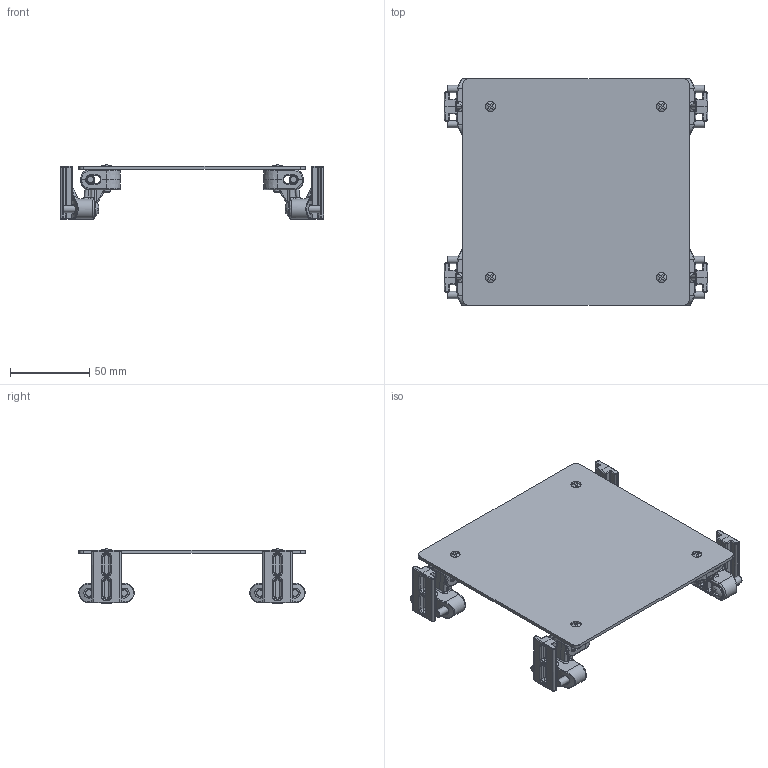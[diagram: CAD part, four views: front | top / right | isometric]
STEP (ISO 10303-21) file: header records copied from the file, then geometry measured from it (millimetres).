
FILE_DESCRIPTION (( 'STEP AP214' ), '1' );
FILE_NAME ('AH66SPK.STEP', '2020-09-03T18:21:04', ( '' ), ( '' ), 'SwSTEP 2.0', 'SolidWorks 2019', '' );
FILE_SCHEMA (( 'AUTOMOTIVE_DESIGN' ));
Length unit declared in the file: inch
Products named in the file (1): AH66SPK
Bounding box: 166.61 x 142.88 x 34.21 mm (x, y, z)
Volume: 91853.4 mm3; surface area: 79272.4 mm2
Topology: 33 solids, 33 shells, 2022 faces, 4640 edges, 2672 vertices
Faces by surface type: cylinder 736, bspline 696, plane 518, cone 60, torus 12
Full cylindrical faces by diameter (mm): 3.962 x12, 4.572 x12, 6.35 x16, 6.655 x12, 9.144 x12
Entity records: 97292 total; most frequent: CARTESIAN_POINT 60799, ORIENTED_EDGE 8920, DIRECTION 5042, EDGE_CURVE 4460, VERTEX_POINT 2624, EDGE_LOOP 2206, FACE_OUTER_BOUND 2106, ADVANCED_FACE 2022
